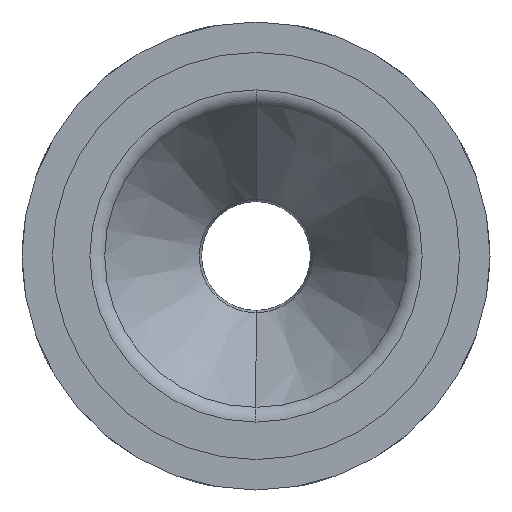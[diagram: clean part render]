
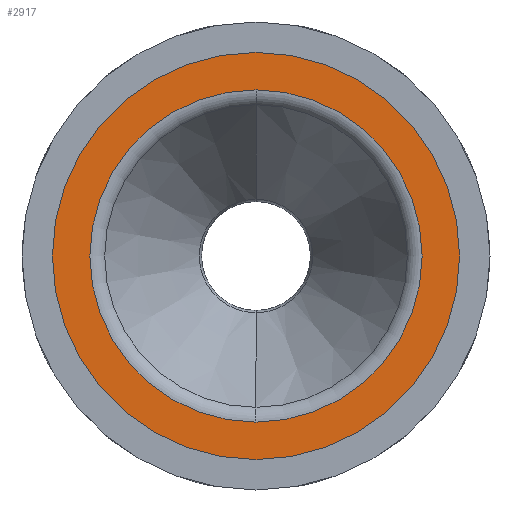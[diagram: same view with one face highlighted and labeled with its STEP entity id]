
A CAD part, left-side view. The second image highlights one B-rep face of the part: STEP entity #2917.
In plain terms, the highlighted planar face has unit normal (-1, 0, 0).
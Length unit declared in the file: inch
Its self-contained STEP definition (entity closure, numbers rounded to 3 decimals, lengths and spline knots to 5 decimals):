
#34 = AXIS2_PLACEMENT_3D ( 'NONE', #3291, #2003, #3968 ) ;
#48 = CARTESIAN_POINT ( 'NONE',  ( -1.78161, 0., 0.97151 ) ) ;
#180 = DIRECTION ( 'NONE',  ( -1., 0., 0. ) ) ;
#536 = CIRCLE ( 'NONE', #1810, 1.1905 ) ;
#714 = CARTESIAN_POINT ( 'NONE',  ( -1.78161, 0., 0. ) ) ;
#844 = ORIENTED_EDGE ( 'NONE', *, *, #1218, .T. ) ;
#915 = DIRECTION ( 'NONE',  ( 0., 0., 1. ) ) ;
#968 = EDGE_CURVE ( 'NONE', #3887, #4045, #1323, .T. ) ;
#997 = PLANE ( 'NONE',  #2136 ) ;
#1084 = CARTESIAN_POINT ( 'NONE',  ( -1.78161, 0., -0.97151 ) ) ;
#1108 = EDGE_LOOP ( 'NONE', ( #2888, #2184 ) ) ;
#1218 = EDGE_CURVE ( 'NONE', #3390, #3210, #3866, .T. ) ;
#1323 = CIRCLE ( 'NONE', #2729, 0.97151 ) ;
#1341 = FACE_BOUND ( 'NONE', #1108, .T. ) ;
#1380 = DIRECTION ( 'NONE',  ( 0., 0., 1. ) ) ;
#1545 = ORIENTED_EDGE ( 'NONE', *, *, #3671, .T. ) ;
#1810 = AXIS2_PLACEMENT_3D ( 'NONE', #3789, #180, #3069 ) ;
#2003 = DIRECTION ( 'NONE',  ( -1., 0., 0. ) ) ;
#2136 = AXIS2_PLACEMENT_3D ( 'NONE', #2205, #4150, #3179 ) ;
#2184 = ORIENTED_EDGE ( 'NONE', *, *, #3983, .F. ) ;
#2205 = CARTESIAN_POINT ( 'NONE',  ( -1.78161, 1.1905, 0. ) ) ;
#2275 = EDGE_LOOP ( 'NONE', ( #844, #1545 ) ) ;
#2410 = CARTESIAN_POINT ( 'NONE',  ( -1.78161, 0., -1.1905 ) ) ;
#2587 = CIRCLE ( 'NONE', #34, 0.97151 ) ;
#2592 = AXIS2_PLACEMENT_3D ( 'NONE', #714, #3624, #1380 ) ;
#2729 = AXIS2_PLACEMENT_3D ( 'NONE', #2757, #3782, #915 ) ;
#2757 = CARTESIAN_POINT ( 'NONE',  ( -1.78161, 0., 0. ) ) ;
#2888 = ORIENTED_EDGE ( 'NONE', *, *, #968, .F. ) ;
#2917 = ADVANCED_FACE ( 'NONE', ( #1341, #3202 ), #997, .F. ) ;
#3069 = DIRECTION ( 'NONE',  ( 0., 0., 1. ) ) ;
#3179 = DIRECTION ( 'NONE',  ( 0., 0., -1. ) ) ;
#3202 = FACE_OUTER_BOUND ( 'NONE', #2275, .T. ) ;
#3210 = VERTEX_POINT ( 'NONE', #2410 ) ;
#3290 = CARTESIAN_POINT ( 'NONE',  ( -1.78161, 0., 1.1905 ) ) ;
#3291 = CARTESIAN_POINT ( 'NONE',  ( -1.78161, 0., 0. ) ) ;
#3390 = VERTEX_POINT ( 'NONE', #3290 ) ;
#3624 = DIRECTION ( 'NONE',  ( -1., 0., 0. ) ) ;
#3671 = EDGE_CURVE ( 'NONE', #3210, #3390, #536, .T. ) ;
#3782 = DIRECTION ( 'NONE',  ( -1., 0., 0. ) ) ;
#3789 = CARTESIAN_POINT ( 'NONE',  ( -1.78161, 0., 0. ) ) ;
#3866 = CIRCLE ( 'NONE', #2592, 1.1905 ) ;
#3887 = VERTEX_POINT ( 'NONE', #48 ) ;
#3968 = DIRECTION ( 'NONE',  ( 0., 0., 1. ) ) ;
#3983 = EDGE_CURVE ( 'NONE', #4045, #3887, #2587, .T. ) ;
#4045 = VERTEX_POINT ( 'NONE', #1084 ) ;
#4150 = DIRECTION ( 'NONE',  ( 1., 0., 0. ) ) ;
